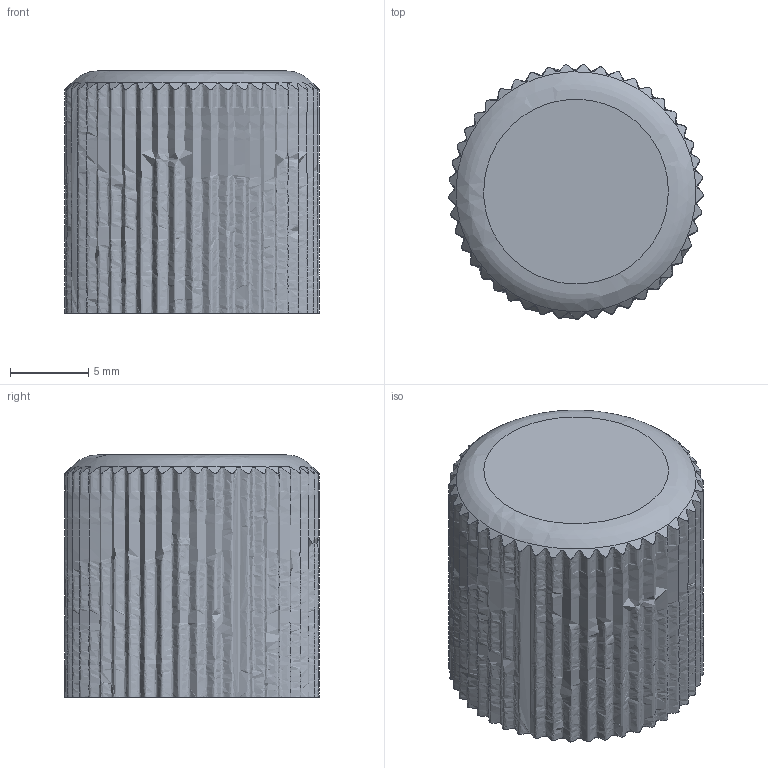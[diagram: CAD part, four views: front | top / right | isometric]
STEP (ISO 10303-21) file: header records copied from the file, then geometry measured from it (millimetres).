
FILE_DESCRIPTION(/* description */ (''),/* implementation_level */ '2;1');
FILE_NAME(/* name */ 'Encoder Knob Plum',/* time_stamp */ '2025-10-27T12:47:06+13:00',/* author */ (''),/* organization */ (''),/* preprocessor_version */ 'ST-DEVELOPER v16.5',/* originating_system */ 'Rhino 7.38',/* authorisation */ '');
FILE_SCHEMA (('AUTOMOTIVE_DESIGN_CC2'));
Length unit declared in the file: millimetre
Products named in the file (1): Document
Bounding box: 16.25 x 16.25 x 15.5 mm (x, y, z)
Volume: 2888.9 mm3; surface area: 1855 mm2
Topology: 1 solids, 1 shells, 63 faces, 175 edges, 116 vertices
Faces by surface type: plane 40, bspline 22, cylinder 1
Full cylindrical faces by diameter (mm): 7.75 x1
Entity records: 7258 total; most frequent: CARTESIAN_POINT 6090, ORIENTED_EDGE 350, EDGE_CURVE 175, B_SPLINE_CURVE_WITH_KNOTS 167, VERTEX_POINT 116, EDGE_LOOP 65, ADVANCED_FACE 63, FACE_OUTER_BOUND 63
